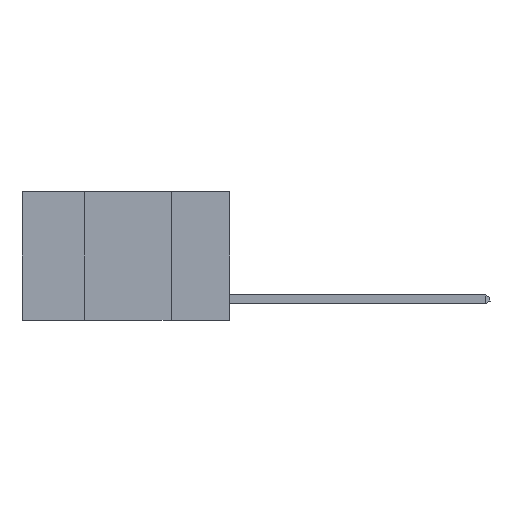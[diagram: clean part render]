
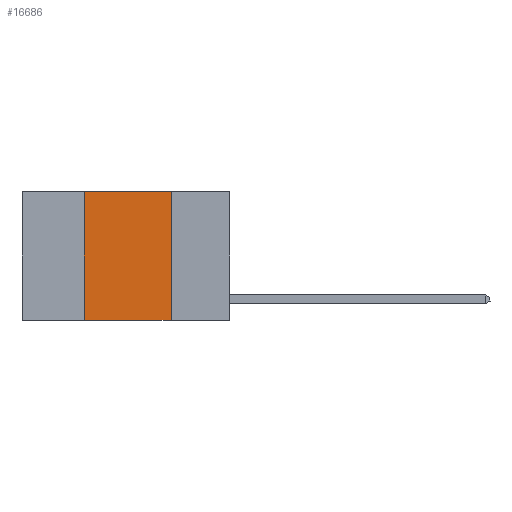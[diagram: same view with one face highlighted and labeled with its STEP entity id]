
A CAD part, left-side view. The second image highlights one B-rep face of the part: STEP entity #16686.
In plain terms, the highlighted planar face has unit normal (-1, 0, 0).
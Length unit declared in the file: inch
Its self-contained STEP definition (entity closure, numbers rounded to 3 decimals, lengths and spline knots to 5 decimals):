
#483 = VERTEX_POINT ( 'NONE', #9252 ) ;
#807 = LINE ( 'NONE', #14283, #23365 ) ;
#4518 = CARTESIAN_POINT ( 'NONE',  ( 0., 0.17, 0. ) ) ;
#5243 = CARTESIAN_POINT ( 'NONE',  ( 0., 0.17, 0. ) ) ;
#5843 = CARTESIAN_POINT ( 'NONE',  ( 0., 0.6, -0.37 ) ) ;
#6015 = ORIENTED_EDGE ( 'NONE', *, *, #9045, .F. ) ;
#6597 = LINE ( 'NONE', #27395, #17737 ) ;
#6773 = DIRECTION ( 'NONE',  ( 0., 0., -1. ) ) ;
#6939 = FACE_OUTER_BOUND ( 'NONE', #23617, .T. ) ;
#6943 = CARTESIAN_POINT ( 'NONE',  ( 0., 0.42, -0.37 ) ) ;
#7973 = ORIENTED_EDGE ( 'NONE', *, *, #25637, .F. ) ;
#9045 = EDGE_CURVE ( 'NONE', #21357, #24846, #17167, .T. ) ;
#9252 = CARTESIAN_POINT ( 'NONE',  ( 0., 0.42, 0. ) ) ;
#9370 = AXIS2_PLACEMENT_3D ( 'NONE', #20582, #22720, #9809 ) ;
#9809 = DIRECTION ( 'NONE',  ( 0., 0., -1. ) ) ;
#11835 = ORIENTED_EDGE ( 'NONE', *, *, #18986, .T. ) ;
#12024 = EDGE_CURVE ( 'NONE', #28021, #483, #807, .T. ) ;
#12077 = DIRECTION ( 'NONE',  ( 0., 0., 1. ) ) ;
#14283 = CARTESIAN_POINT ( 'NONE',  ( 0., 0.42, 0. ) ) ;
#16686 = ADVANCED_FACE ( 'NONE', ( #6939 ), #18444, .F. ) ;
#16879 = DIRECTION ( 'NONE',  ( 0., -1., 0. ) ) ;
#17167 = LINE ( 'NONE', #4518, #22858 ) ;
#17398 = VECTOR ( 'NONE', #18964, 39.37008 ) ;
#17737 = VECTOR ( 'NONE', #16879, 39.37008 ) ;
#18444 = PLANE ( 'NONE',  #9370 ) ;
#18964 = DIRECTION ( 'NONE',  ( 0., -1., 0. ) ) ;
#18986 = EDGE_CURVE ( 'NONE', #28021, #24846, #21750, .T. ) ;
#20418 = ORIENTED_EDGE ( 'NONE', *, *, #12024, .F. ) ;
#20582 = CARTESIAN_POINT ( 'NONE',  ( 0., 0.6, 0. ) ) ;
#20690 = CARTESIAN_POINT ( 'NONE',  ( 0., 0.17, -0.37 ) ) ;
#21357 = VERTEX_POINT ( 'NONE', #5243 ) ;
#21750 = LINE ( 'NONE', #5843, #17398 ) ;
#22720 = DIRECTION ( 'NONE',  ( 1., 0., 0. ) ) ;
#22858 = VECTOR ( 'NONE', #6773, 39.37008 ) ;
#23365 = VECTOR ( 'NONE', #12077, 39.37008 ) ;
#23617 = EDGE_LOOP ( 'NONE', ( #6015, #7973, #20418, #11835 ) ) ;
#24846 = VERTEX_POINT ( 'NONE', #20690 ) ;
#25637 = EDGE_CURVE ( 'NONE', #483, #21357, #6597, .T. ) ;
#27395 = CARTESIAN_POINT ( 'NONE',  ( 0., 0.6, 0. ) ) ;
#28021 = VERTEX_POINT ( 'NONE', #6943 ) ;
